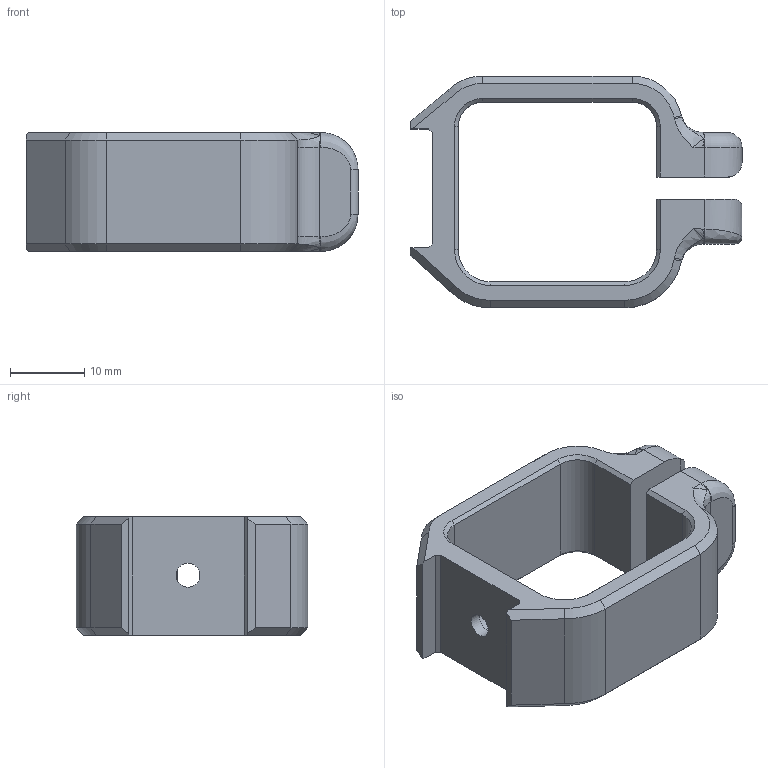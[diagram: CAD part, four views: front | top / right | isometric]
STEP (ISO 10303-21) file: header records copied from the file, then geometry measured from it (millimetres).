
FILE_DESCRIPTION(/* description */ (''),/* implementation_level */ '2;1');
FILE_NAME(/* name */ 'PSF_Mount_EMUSynch_Clamp.step',/* time_stamp */ '2026-02-07T17:24:27-05:00',/* author */ (''),/* organization */ (''),/* preprocessor_version */ 'ST-DEVELOPER v20.1',/* originating_system */ 'Autodesk Translation Framework v14.24.0.0',/* authorisation */ '');
FILE_SCHEMA (('AUTOMOTIVE_DESIGN { 1 0 10303 214 3 1 1 }'));
Length unit declared in the file: millimetre
Products named in the file (1): PSF published parts
Bounding box: 44.7 x 31.2 x 16 mm (x, y, z)
Volume: 7062.2 mm3; surface area: 4912.7 mm2
Topology: 1 solids, 1 shells, 134 faces, 334 edges, 200 vertices
Faces by surface type: plane 64, cylinder 32, cone 18, bspline 18, torus 2
Full cylindrical faces by diameter (mm): 3.2 x1, 6 x1
Entity records: 4564 total; most frequent: CARTESIAN_POINT 1435, ORIENTED_EDGE 660, DIRECTION 582, EDGE_CURVE 330, LINE 200, VECTOR 200, VERTEX_POINT 200, AXIS2_PLACEMENT_3D 191
